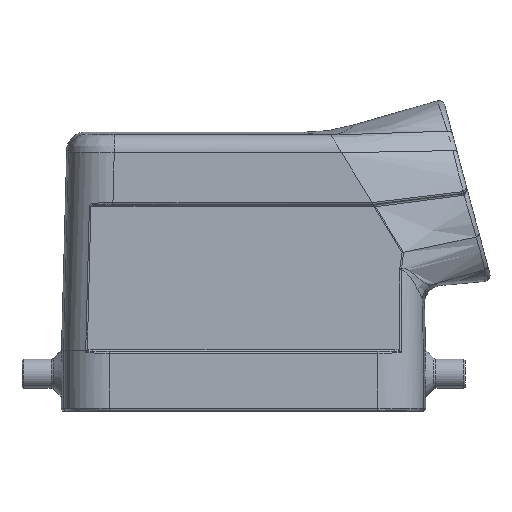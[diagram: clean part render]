
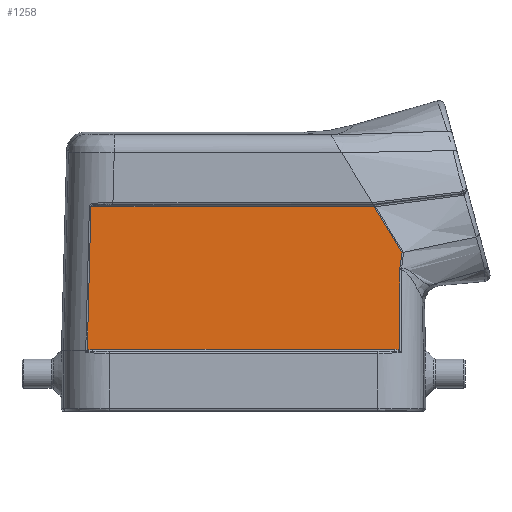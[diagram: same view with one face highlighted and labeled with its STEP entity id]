
A CAD part, front view. The second image highlights one B-rep face of the part: STEP entity #1258.
In plain terms, the highlighted planar face has unit normal (0, -1, 0.026).
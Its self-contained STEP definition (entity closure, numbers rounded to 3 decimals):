
#836=FACE_OUTER_BOUND('',#1925,.T.);
#1258=ADVANCED_FACE('',(#836),#1594,.F.);
#1594=PLANE('',#9294);
#1925=EDGE_LOOP('',(#2364,#2365,#2366,#2367,#2368,#2369,#2370,#2371,#2372,
#2373));
#2364=ORIENTED_EDGE('',*,*,#4489,.T.);
#2365=ORIENTED_EDGE('',*,*,#4490,.T.);
#2366=ORIENTED_EDGE('',*,*,#4491,.T.);
#2367=ORIENTED_EDGE('',*,*,#4492,.T.);
#2368=ORIENTED_EDGE('',*,*,#4493,.T.);
#2369=ORIENTED_EDGE('',*,*,#4494,.T.);
#2370=ORIENTED_EDGE('',*,*,#4495,.T.);
#2371=ORIENTED_EDGE('',*,*,#4496,.T.);
#2372=ORIENTED_EDGE('',*,*,#4497,.T.);
#2373=ORIENTED_EDGE('',*,*,#4498,.T.);
#3970=VERTEX_POINT('',#13065);
#3971=VERTEX_POINT('',#13066);
#3972=VERTEX_POINT('',#13074);
#3973=VERTEX_POINT('',#13076);
#3974=VERTEX_POINT('',#13084);
#3975=VERTEX_POINT('',#13098);
#3976=VERTEX_POINT('',#13103);
#3977=VERTEX_POINT('',#13105);
#3978=VERTEX_POINT('',#13107);
#3979=VERTEX_POINT('',#13109);
#4489=EDGE_CURVE('',#3970,#3971,#7202,.T.);
#4490=EDGE_CURVE('',#3971,#3972,#5619,.T.);
#4491=EDGE_CURVE('',#3972,#3973,#7203,.T.);
#4492=EDGE_CURVE('',#3973,#3974,#5620,.T.);
#4493=EDGE_CURVE('',#3974,#3975,#5621,.T.);
#4494=EDGE_CURVE('',#3975,#3976,#5622,.T.);
#4495=EDGE_CURVE('',#3976,#3977,#7204,.T.);
#4496=EDGE_CURVE('',#3977,#3978,#7205,.T.);
#4497=EDGE_CURVE('',#3978,#3979,#7206,.T.);
#4498=EDGE_CURVE('',#3979,#3970,#5623,.T.);
#5619=B_SPLINE_CURVE_WITH_KNOTS('',3,(#13067,#13068,#13069,#13070,#13071,
#13072,#13073),.UNSPECIFIED.,.F.,.F.,(4,3,4),(0.,0.616,1.),
 .UNSPECIFIED.);
#5620=B_SPLINE_CURVE_WITH_KNOTS('',3,(#13077,#13078,#13079,#13080,#13081,
#13082,#13083),.UNSPECIFIED.,.F.,.F.,(4,3,4),(0.,0.5,1.),
 .UNSPECIFIED.);
#5621=B_SPLINE_CURVE_WITH_KNOTS('',3,(#13085,#13086,#13087,#13088,#13089,
#13090,#13091,#13092,#13093,#13094,#13095,#13096,#13097),.UNSPECIFIED.,
 .F.,.F.,(4,3,3,3,4),(0.,0.232,0.5,0.902,
1.),.UNSPECIFIED.);
#5622=B_SPLINE_CURVE_WITH_KNOTS('',3,(#13099,#13100,#13101,#13102),
 .UNSPECIFIED.,.F.,.F.,(4,4),(0.,1.),.UNSPECIFIED.);
#5623=B_SPLINE_CURVE_WITH_KNOTS('',3,(#13110,#13111,#13112,#13113,#13114,
#13115,#13116),.UNSPECIFIED.,.F.,.F.,(4,3,4),(0.,0.32,1.),
 .UNSPECIFIED.);
#7202=LINE('',#13064,#7728);
#7203=LINE('',#13075,#7729);
#7204=LINE('',#13104,#7730);
#7205=LINE('',#13106,#7731);
#7206=LINE('',#13108,#7732);
#7728=VECTOR('',#9961,1.);
#7729=VECTOR('',#9962,1.);
#7730=VECTOR('',#9963,1.);
#7731=VECTOR('',#9964,1.);
#7732=VECTOR('',#9965,1.);
#9294=AXIS2_PLACEMENT_3D('',#13117,#9966,#9967);
#9961=DIRECTION('',(1.,0.,0.));
#9962=DIRECTION('',(0.001,0.026,1.));
#9963=DIRECTION('',(-1.,0.,0.));
#9964=DIRECTION('',(-0.025,-0.026,-0.999));
#9965=DIRECTION('',(0.001,-0.026,-1.));
#9966=DIRECTION('',(0.,1.,-0.026));
#9967=DIRECTION('',(0.,0.026,1.));
#13064=CARTESIAN_POINT('',(-32.,-20.232,1.219));
#13065=CARTESIAN_POINT('',(-24.823,-20.232,1.219));
#13066=CARTESIAN_POINT('',(24.823,-20.232,1.219));
#13067=CARTESIAN_POINT('',(24.823,-20.232,1.219));
#13068=CARTESIAN_POINT('',(25.018,-20.232,1.219));
#13069=CARTESIAN_POINT('',(25.214,-20.232,1.206));
#13070=CARTESIAN_POINT('',(25.404,-20.234,1.163));
#13071=CARTESIAN_POINT('',(25.522,-20.234,1.136));
#13072=CARTESIAN_POINT('',(25.64,-20.235,1.097));
#13073=CARTESIAN_POINT('',(25.743,-20.237,1.034));
#13074=CARTESIAN_POINT('',(25.743,-20.237,1.034));
#13075=CARTESIAN_POINT('',(25.752,-19.887,14.408));
#13076=CARTESIAN_POINT('',(25.752,-19.885,14.479));
#13077=CARTESIAN_POINT('',(25.752,-19.885,14.479));
#13078=CARTESIAN_POINT('',(25.848,-19.873,14.917));
#13079=CARTESIAN_POINT('',(25.925,-19.862,15.36));
#13080=CARTESIAN_POINT('',(25.985,-19.85,15.805));
#13081=CARTESIAN_POINT('',(26.045,-19.838,16.25));
#13082=CARTESIAN_POINT('',(26.088,-19.827,16.698));
#13083=CARTESIAN_POINT('',(26.114,-19.815,17.147));
#13084=CARTESIAN_POINT('',(26.114,-19.815,17.147));
#13085=CARTESIAN_POINT('',(26.114,-19.815,17.147));
#13086=CARTESIAN_POINT('',(25.765,-19.8,17.728));
#13087=CARTESIAN_POINT('',(25.416,-19.785,18.309));
#13088=CARTESIAN_POINT('',(25.066,-19.769,18.89));
#13089=CARTESIAN_POINT('',(24.663,-19.752,19.56));
#13090=CARTESIAN_POINT('',(24.258,-19.734,20.229));
#13091=CARTESIAN_POINT('',(23.853,-19.717,20.898));
#13092=CARTESIAN_POINT('',(23.245,-19.69,21.902));
#13093=CARTESIAN_POINT('',(22.636,-19.664,22.905));
#13094=CARTESIAN_POINT('',(22.025,-19.638,23.906));
#13095=CARTESIAN_POINT('',(21.875,-19.632,24.151));
#13096=CARTESIAN_POINT('',(21.726,-19.625,24.396));
#13097=CARTESIAN_POINT('',(21.576,-19.619,24.641));
#13098=CARTESIAN_POINT('',(21.576,-19.619,24.641));
#13099=CARTESIAN_POINT('',(21.576,-19.619,24.641));
#13100=CARTESIAN_POINT('',(21.562,-19.618,24.664));
#13101=CARTESIAN_POINT('',(21.551,-19.617,24.689));
#13102=CARTESIAN_POINT('',(21.545,-19.617,24.715));
#13103=CARTESIAN_POINT('',(21.545,-19.617,24.715));
#13104=CARTESIAN_POINT('',(-32.,-19.617,24.715));
#13105=CARTESIAN_POINT('',(-25.141,-19.617,24.715));
#13106=CARTESIAN_POINT('',(-25.743,-20.235,1.11));
#13107=CARTESIAN_POINT('',(-25.743,-20.235,1.112));
#13108=CARTESIAN_POINT('',(-25.743,-20.245,0.721));
#13109=CARTESIAN_POINT('',(-25.743,-20.237,1.034));
#13110=CARTESIAN_POINT('',(-25.743,-20.237,1.034));
#13111=CARTESIAN_POINT('',(-25.657,-20.236,1.087));
#13112=CARTESIAN_POINT('',(-25.56,-20.235,1.123));
#13113=CARTESIAN_POINT('',(-25.462,-20.234,1.149));
#13114=CARTESIAN_POINT('',(-25.255,-20.232,1.204));
#13115=CARTESIAN_POINT('',(-25.037,-20.232,1.219));
#13116=CARTESIAN_POINT('',(-24.823,-20.232,1.219));
#13117=CARTESIAN_POINT('',(-32.,-19.61,24.974));
